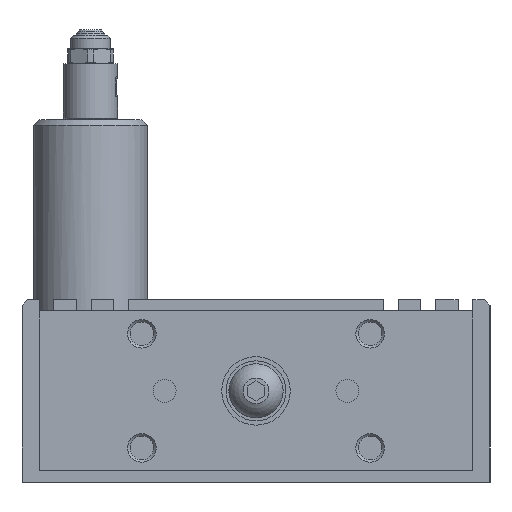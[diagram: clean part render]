
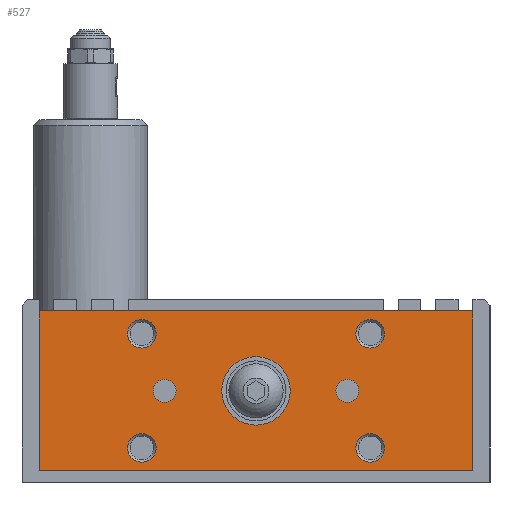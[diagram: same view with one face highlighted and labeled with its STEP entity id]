
A CAD part, left-side view. The second image highlights one B-rep face of the part: STEP entity #527.
In plain terms, the highlighted planar face has unit normal (-1, 0, 0).
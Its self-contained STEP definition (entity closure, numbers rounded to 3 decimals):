
#527 = ADVANCED_FACE( '', ( #1269, #1270, #1271, #1272, #1273, #1274, #1275, #1276 ), #1277, .F. );
#1269 = FACE_BOUND( '', #2261, .T. );
#1270 = FACE_BOUND( '', #2262, .T. );
#1271 = FACE_BOUND( '', #2263, .T. );
#1272 = FACE_BOUND( '', #2264, .T. );
#1273 = FACE_BOUND( '', #2265, .T. );
#1274 = FACE_BOUND( '', #2266, .T. );
#1275 = FACE_BOUND( '', #2267, .T. );
#1276 = FACE_OUTER_BOUND( '', #2268, .T. );
#1277 = PLANE( '', #2269 );
#2261 = EDGE_LOOP( '', ( #3732 ) );
#2262 = EDGE_LOOP( '', ( #3733 ) );
#2263 = EDGE_LOOP( '', ( #3734 ) );
#2264 = EDGE_LOOP( '', ( #3735 ) );
#2265 = EDGE_LOOP( '', ( #3736 ) );
#2266 = EDGE_LOOP( '', ( #3737 ) );
#2267 = EDGE_LOOP( '', ( #3738 ) );
#2268 = EDGE_LOOP( '', ( #3739, #3740, #3741, #3742 ) );
#2269 = AXIS2_PLACEMENT_3D( '', #3743, #3744, #3745 );
#3732 = ORIENTED_EDGE( '', *, *, #5076, .F. );
#3733 = ORIENTED_EDGE( '', *, *, #5401, .T. );
#3734 = ORIENTED_EDGE( '', *, *, #5402, .T. );
#3735 = ORIENTED_EDGE( '', *, *, #5007, .F. );
#3736 = ORIENTED_EDGE( '', *, *, #5403, .F. );
#3737 = ORIENTED_EDGE( '', *, *, #5404, .T. );
#3738 = ORIENTED_EDGE( '', *, *, #5405, .T. );
#3739 = ORIENTED_EDGE( '', *, *, #5295, .F. );
#3740 = ORIENTED_EDGE( '', *, *, #4954, .F. );
#3741 = ORIENTED_EDGE( '', *, *, #5345, .F. );
#3742 = ORIENTED_EDGE( '', *, *, #5406, .F. );
#3743 = CARTESIAN_POINT( '', ( -61., 38., 30. ) );
#3744 = DIRECTION( '', ( 1., 0., 0. ) );
#3745 = DIRECTION( '', ( 0., 0., 1. ) );
#4954 = EDGE_CURVE( '', #5751, #5753, #5754, .T. );
#5007 = EDGE_CURVE( '', #5844, #5844, #5845, .T. );
#5076 = EDGE_CURVE( '', #5963, #5963, #5964, .T. );
#5295 = EDGE_CURVE( '', #5753, #6322, #6323, .T. );
#5345 = EDGE_CURVE( '', #6391, #5751, #6393, .T. );
#5401 = EDGE_CURVE( '', #6477, #6477, #6478, .T. );
#5402 = EDGE_CURVE( '', #6479, #6479, #6480, .T. );
#5403 = EDGE_CURVE( '', #6481, #6481, #6482, .T. );
#5404 = EDGE_CURVE( '', #6483, #6483, #6484, .T. );
#5405 = EDGE_CURVE( '', #6485, #6485, #6486, .T. );
#5406 = EDGE_CURVE( '', #6322, #6391, #6487, .T. );
#5751 = VERTEX_POINT( '', #6920 );
#5753 = VERTEX_POINT( '', #6923 );
#5754 = LINE( '', #6924, #6925 );
#5844 = VERTEX_POINT( '', #7037 );
#5845 = CIRCLE( '', #7038, 2.5 );
#5963 = VERTEX_POINT( '', #7388 );
#5964 = CIRCLE( '', #7389, 2.01 );
#6322 = VERTEX_POINT( '', #7915 );
#6323 = LINE( '', #7916, #7917 );
#6391 = VERTEX_POINT( '', #8133 );
#6393 = LINE( '', #8136, #8137 );
#6477 = VERTEX_POINT( '', #8244 );
#6478 = CIRCLE( '', #8245, 2.01 );
#6479 = VERTEX_POINT( '', #8246 );
#6480 = CIRCLE( '', #8247, 2.5 );
#6481 = VERTEX_POINT( '', #8248 );
#6482 = CIRCLE( '', #8249, 2.5 );
#6483 = VERTEX_POINT( '', #8250 );
#6484 = CIRCLE( '', #8251, 2.5 );
#6485 = VERTEX_POINT( '', #8252 );
#6486 = CIRCLE( '', #8253, 6. );
#6487 = LINE( '', #8254, #8255 );
#6920 = CARTESIAN_POINT( '', ( -61., -38., 2. ) );
#6923 = CARTESIAN_POINT( '', ( -61., 38., 2. ) );
#6924 = CARTESIAN_POINT( '', ( -61., -38., 2. ) );
#6925 = VECTOR( '', #8786, 1000. );
#7037 = CARTESIAN_POINT( '', ( -61., -17.5, 6. ) );
#7038 = AXIS2_PLACEMENT_3D( '', #8857, #8858, #8859 );
#7388 = CARTESIAN_POINT( '', ( -61., 13.99, 16. ) );
#7389 = AXIS2_PLACEMENT_3D( '', #8942, #8943, #8944 );
#7915 = CARTESIAN_POINT( '', ( -61., 38., 30. ) );
#7916 = CARTESIAN_POINT( '', ( -61., 38., 2. ) );
#7917 = VECTOR( '', #9224, 1000. );
#8133 = CARTESIAN_POINT( '', ( -61., -38., 30. ) );
#8136 = CARTESIAN_POINT( '', ( -61., -38., 30. ) );
#8137 = VECTOR( '', #9277, 1000. );
#8244 = CARTESIAN_POINT( '', ( -61., -13.99, 16. ) );
#8245 = AXIS2_PLACEMENT_3D( '', #9352, #9353, #9354 );
#8246 = CARTESIAN_POINT( '', ( -61., 17.5, 6. ) );
#8247 = AXIS2_PLACEMENT_3D( '', #9355, #9356, #9357 );
#8248 = CARTESIAN_POINT( '', ( -61., 17.5, 26. ) );
#8249 = AXIS2_PLACEMENT_3D( '', #9358, #9359, #9360 );
#8250 = CARTESIAN_POINT( '', ( -61., -17.5, 26. ) );
#8251 = AXIS2_PLACEMENT_3D( '', #9361, #9362, #9363 );
#8252 = CARTESIAN_POINT( '', ( -61., 6., 16. ) );
#8253 = AXIS2_PLACEMENT_3D( '', #9364, #9365, #9366 );
#8254 = CARTESIAN_POINT( '', ( -61., 38., 30. ) );
#8255 = VECTOR( '', #9367, 1000. );
#8786 = DIRECTION( '', ( 0., 1., 0. ) );
#8857 = CARTESIAN_POINT( '', ( -61., -20., 6. ) );
#8858 = DIRECTION( '', ( -1., 0., 0. ) );
#8859 = DIRECTION( '', ( 0., 1., 0. ) );
#8942 = CARTESIAN_POINT( '', ( -61., 16., 16. ) );
#8943 = DIRECTION( '', ( -1., 0., 0. ) );
#8944 = DIRECTION( '', ( 0., -1., 0. ) );
#9224 = DIRECTION( '', ( 0., 0., 1. ) );
#9277 = DIRECTION( '', ( 0., 0., -1. ) );
#9352 = CARTESIAN_POINT( '', ( -61., -16., 16. ) );
#9353 = DIRECTION( '', ( 1., 0., 0. ) );
#9354 = DIRECTION( '', ( 0., 1., 0. ) );
#9355 = CARTESIAN_POINT( '', ( -61., 20., 6. ) );
#9356 = DIRECTION( '', ( 1., 0., 0. ) );
#9357 = DIRECTION( '', ( 0., -1., 0. ) );
#9358 = CARTESIAN_POINT( '', ( -61., 20., 26. ) );
#9359 = DIRECTION( '', ( -1., 0., 0. ) );
#9360 = DIRECTION( '', ( 0., -1., 0. ) );
#9361 = CARTESIAN_POINT( '', ( -61., -20., 26. ) );
#9362 = DIRECTION( '', ( 1., 0., 0. ) );
#9363 = DIRECTION( '', ( 0., 1., 0. ) );
#9364 = CARTESIAN_POINT( '', ( -61., 0., 16. ) );
#9365 = DIRECTION( '', ( 1., 0., 0. ) );
#9366 = DIRECTION( '', ( 0., 1., 0. ) );
#9367 = DIRECTION( '', ( 0., -1., 0. ) );
